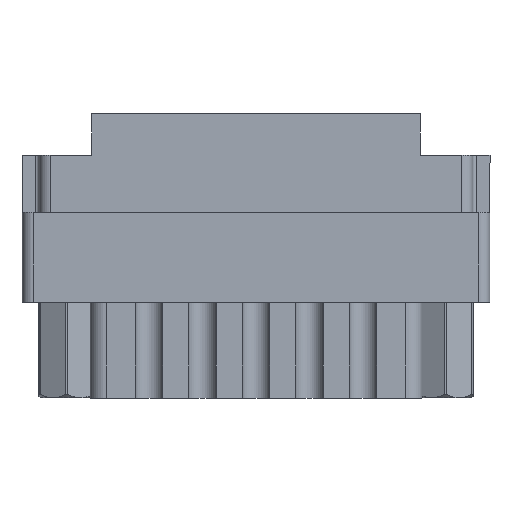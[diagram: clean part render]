
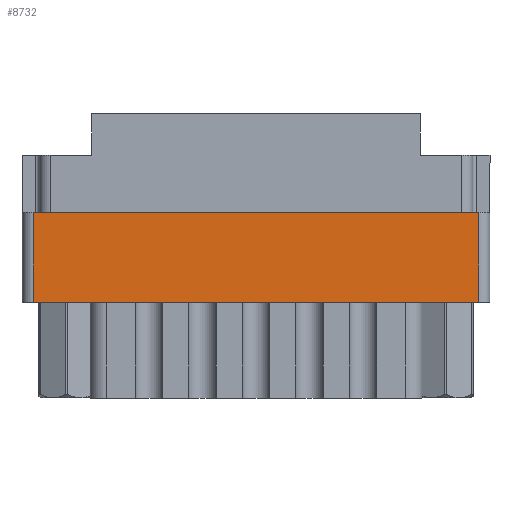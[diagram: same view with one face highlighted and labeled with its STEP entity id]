
A CAD part, front view. The second image highlights one B-rep face of the part: STEP entity #8732.
In plain terms, the highlighted planar face has unit normal (0, -1, 0).
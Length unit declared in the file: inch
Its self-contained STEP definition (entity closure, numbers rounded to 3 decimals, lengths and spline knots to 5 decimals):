
#113 = VECTOR ( 'NONE', #16522, 39.37008 ) ;
#827 = VERTEX_POINT ( 'NONE', #16854 ) ;
#1264 = DIRECTION ( 'NONE',  ( 0., 0., 1. ) ) ;
#1759 = ORIENTED_EDGE ( 'NONE', *, *, #21861, .F. ) ;
#2989 = DIRECTION ( 'NONE',  ( 0., 0., 1. ) ) ;
#3194 = ORIENTED_EDGE ( 'NONE', *, *, #14411, .F. ) ;
#4427 = VERTEX_POINT ( 'NONE', #12503 ) ;
#5384 = CARTESIAN_POINT ( 'NONE',  ( 0.624, -0.343, -0.529 ) ) ;
#7315 = CARTESIAN_POINT ( 'NONE',  ( -0.624, -0.343, -0.798 ) ) ;
#7458 = LINE ( 'NONE', #27535, #113 ) ;
#7762 = VERTEX_POINT ( 'NONE', #5384 ) ;
#7814 = AXIS2_PLACEMENT_3D ( 'NONE', #11469, #18890, #27959 ) ;
#8732 = ADVANCED_FACE ( 'NONE', ( #13695 ), #11766, .T. ) ;
#9524 = LINE ( 'NONE', #20967, #26884 ) ;
#10404 = ORIENTED_EDGE ( 'NONE', *, *, #28646, .T. ) ;
#11469 = CARTESIAN_POINT ( 'NONE',  ( -0.624, -0.343, -0.798 ) ) ;
#11766 = PLANE ( 'NONE',  #7814 ) ;
#12503 = CARTESIAN_POINT ( 'NONE',  ( 0.624, -0.343, -0.277 ) ) ;
#13695 = FACE_OUTER_BOUND ( 'NONE', #18333, .T. ) ;
#14411 = EDGE_CURVE ( 'NONE', #27051, #4427, #9524, .T. ) ;
#16385 = LINE ( 'NONE', #7315, #19551 ) ;
#16503 = DIRECTION ( 'NONE',  ( 1., 0., 0. ) ) ;
#16522 = DIRECTION ( 'NONE',  ( -1., 0., 0. ) ) ;
#16854 = CARTESIAN_POINT ( 'NONE',  ( -0.624, -0.343, -0.529 ) ) ;
#17752 = CARTESIAN_POINT ( 'NONE',  ( 0.624, -0.343, -0.798 ) ) ;
#18333 = EDGE_LOOP ( 'NONE', ( #1759, #21990, #10404, #3194 ) ) ;
#18890 = DIRECTION ( 'NONE',  ( 0., -1., 0. ) ) ;
#19551 = VECTOR ( 'NONE', #2989, 39.37008 ) ;
#20967 = CARTESIAN_POINT ( 'NONE',  ( -0.656, -0.343, -0.277 ) ) ;
#21796 = EDGE_CURVE ( 'NONE', #7762, #827, #7458, .T. ) ;
#21861 = EDGE_CURVE ( 'NONE', #827, #27051, #16385, .T. ) ;
#21990 = ORIENTED_EDGE ( 'NONE', *, *, #21796, .F. ) ;
#24153 = CARTESIAN_POINT ( 'NONE',  ( -0.624, -0.343, -0.277 ) ) ;
#24562 = VECTOR ( 'NONE', #1264, 39.37008 ) ;
#26884 = VECTOR ( 'NONE', #16503, 39.37008 ) ;
#27051 = VERTEX_POINT ( 'NONE', #24153 ) ;
#27535 = CARTESIAN_POINT ( 'NONE',  ( 0.624, -0.343, -0.529 ) ) ;
#27959 = DIRECTION ( 'NONE',  ( 0., 0., -1. ) ) ;
#28646 = EDGE_CURVE ( 'NONE', #7762, #4427, #28920, .T. ) ;
#28920 = LINE ( 'NONE', #17752, #24562 ) ;
